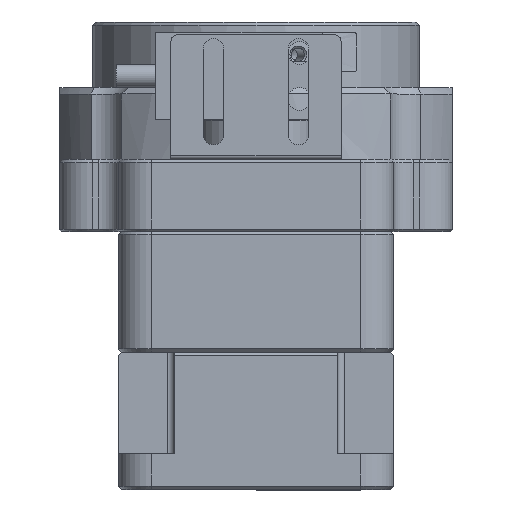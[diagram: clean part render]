
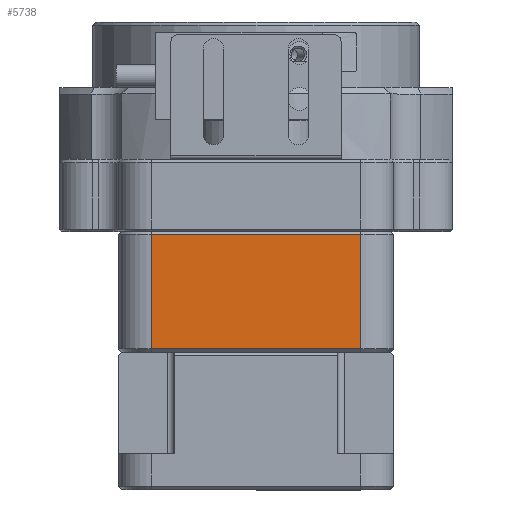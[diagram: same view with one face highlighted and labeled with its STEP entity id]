
A CAD part, top view. The second image highlights one B-rep face of the part: STEP entity #5738.
In plain terms, the highlighted planar face has unit normal (0, 0, 1).
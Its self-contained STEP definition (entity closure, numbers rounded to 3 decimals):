
#2690 = EDGE_CURVE ( 'NONE', #9954, #9213, #19728, .T. ) ;
#3480 = CARTESIAN_POINT ( 'NONE',  ( 16., -18., 50.846 ) ) ;
#3555 = VECTOR ( 'NONE', #19700, 1000. ) ;
#4526 = CARTESIAN_POINT ( 'NONE',  ( -16., -0.5, 50.846 ) ) ;
#4868 = EDGE_CURVE ( 'NONE', #6324, #5525, #24470, .T. ) ;
#5525 = VERTEX_POINT ( 'NONE', #17523 ) ;
#5703 = EDGE_LOOP ( 'NONE', ( #26456, #26911, #27052, #27131 ) ) ;
#5738 = ADVANCED_FACE ( 'NONE', ( #11113 ), #11084, .F. ) ;
#6324 = VERTEX_POINT ( 'NONE', #4526 ) ;
#9213 = VERTEX_POINT ( 'NONE', #3480 ) ;
#9954 = VERTEX_POINT ( 'NONE', #25350 ) ;
#10213 = VECTOR ( 'NONE', #24439, 1000. ) ;
#11048 = DIRECTION ( 'NONE',  ( -1., 0., 0. ) ) ;
#11075 = DIRECTION ( 'NONE',  ( 0., 0., -1. ) ) ;
#11079 = CARTESIAN_POINT ( 'NONE',  ( 16., 0., 50.846 ) ) ;
#11084 = PLANE ( 'NONE',  #28931 ) ;
#11113 = FACE_OUTER_BOUND ( 'NONE', #5703, .T. ) ;
#15281 = EDGE_CURVE ( 'NONE', #9954, #6324, #21846, .T. ) ;
#17258 = VECTOR ( 'NONE', #24572, 1000. ) ;
#17523 = CARTESIAN_POINT ( 'NONE',  ( -16., -18., 50.846 ) ) ;
#19700 = DIRECTION ( 'NONE',  ( 0., -1., 0. ) ) ;
#19725 = CARTESIAN_POINT ( 'NONE',  ( 16., 0., 50.846 ) ) ;
#19728 = LINE ( 'NONE', #19725, #3555 ) ;
#21816 = DIRECTION ( 'NONE',  ( -1., 0., 0. ) ) ;
#21841 = CARTESIAN_POINT ( 'NONE',  ( -16., -0.5, 50.846 ) ) ;
#21846 = LINE ( 'NONE', #21841, #26490 ) ;
#24439 = DIRECTION ( 'NONE',  ( 0., -1., 0. ) ) ;
#24442 = CARTESIAN_POINT ( 'NONE',  ( -16., 0., 50.846 ) ) ;
#24470 = LINE ( 'NONE', #24442, #10213 ) ;
#24572 = DIRECTION ( 'NONE',  ( 1., 0., 0. ) ) ;
#24605 = CARTESIAN_POINT ( 'NONE',  ( 16., -18., 50.846 ) ) ;
#24635 = LINE ( 'NONE', #24605, #17258 ) ;
#25301 = EDGE_CURVE ( 'NONE', #5525, #9213, #24635, .T. ) ;
#25350 = CARTESIAN_POINT ( 'NONE',  ( 16., -0.5, 50.846 ) ) ;
#26456 = ORIENTED_EDGE ( 'NONE', *, *, #4868, .T. ) ;
#26490 = VECTOR ( 'NONE', #21816, 1000. ) ;
#26911 = ORIENTED_EDGE ( 'NONE', *, *, #25301, .T. ) ;
#27052 = ORIENTED_EDGE ( 'NONE', *, *, #2690, .F. ) ;
#27131 = ORIENTED_EDGE ( 'NONE', *, *, #15281, .T. ) ;
#28931 = AXIS2_PLACEMENT_3D ( 'NONE', #11079, #11075, #11048 ) ;
